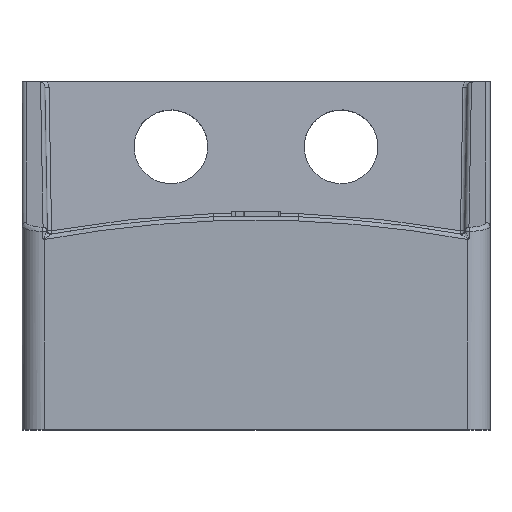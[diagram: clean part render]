
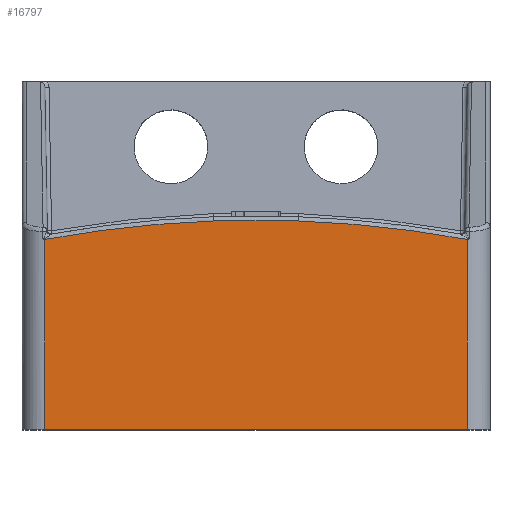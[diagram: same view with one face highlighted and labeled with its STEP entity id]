
A CAD part, top view. The second image highlights one B-rep face of the part: STEP entity #16797.
In plain terms, the highlighted planar face has unit normal (0, 0, 1).
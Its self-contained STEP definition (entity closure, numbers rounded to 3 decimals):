
#1366 = VERTEX_POINT ( 'NONE', #40950 ) ;
#1721 = DIRECTION ( 'NONE',  ( -1., 0., 0. ) ) ;
#2833 = CARTESIAN_POINT ( 'NONE',  ( -16.5, 0., 0. ) ) ;
#3021 = CIRCLE ( 'NONE', #8470, 82.331 ) ;
#5125 = CARTESIAN_POINT ( 'NONE',  ( -14.9, 0., 0. ) ) ;
#5653 = EDGE_CURVE ( 'NONE', #43477, #29872, #35761, .T. ) ;
#6269 = VERTEX_POINT ( 'NONE', #51350 ) ;
#7646 = CARTESIAN_POINT ( 'NONE',  ( -14.9, 13.7, 0. ) ) ;
#8348 = EDGE_LOOP ( 'NONE', ( #8807, #24101, #31499, #45235, #14908, #35589 ) ) ;
#8470 = AXIS2_PLACEMENT_3D ( 'NONE', #51143, #18220, #1721 ) ;
#8807 = ORIENTED_EDGE ( 'NONE', *, *, #31328, .T. ) ;
#10673 = CARTESIAN_POINT ( 'NONE',  ( -2.995, 14.7, 0. ) ) ;
#11120 = DIRECTION ( 'NONE',  ( -1., 0., 0. ) ) ;
#11797 = DIRECTION ( 'NONE',  ( 0., -1., 0. ) ) ;
#11900 = CARTESIAN_POINT ( 'NONE',  ( -3., 14.7, 0. ) ) ;
#13685 = VECTOR ( 'NONE', #25360, 1000. ) ;
#14394 = LINE ( 'NONE', #49818, #22540 ) ;
#14908 = ORIENTED_EDGE ( 'NONE', *, *, #32511, .T. ) ;
#16797 = ADVANCED_FACE ( 'NONE', ( #38041 ), #53753, .F. ) ;
#17864 = DIRECTION ( 'NONE',  ( 0., 0., -1. ) ) ;
#18220 = DIRECTION ( 'NONE',  ( 0., 0., 1. ) ) ;
#19827 = EDGE_CURVE ( 'NONE', #32485, #33223, #3021, .T. ) ;
#20783 = CARTESIAN_POINT ( 'NONE',  ( 0., -67.577, 0. ) ) ;
#21849 = AXIS2_PLACEMENT_3D ( 'NONE', #48125, #17864, #28074 ) ;
#22540 = VECTOR ( 'NONE', #45661, 1000. ) ;
#23574 = LINE ( 'NONE', #11900, #35815 ) ;
#24101 = ORIENTED_EDGE ( 'NONE', *, *, #36124, .T. ) ;
#24793 = CARTESIAN_POINT ( 'NONE',  ( 14.9, 0., 0. ) ) ;
#24962 = DIRECTION ( 'NONE',  ( -1., 0., 0. ) ) ;
#25360 = DIRECTION ( 'NONE',  ( 1., 0., 0. ) ) ;
#25804 = CARTESIAN_POINT ( 'NONE',  ( -14.9, 13.395, 0. ) ) ;
#26411 = EDGE_CURVE ( 'NONE', #6269, #32485, #23574, .T. ) ;
#28074 = DIRECTION ( 'NONE',  ( -1., 0., 0. ) ) ;
#28237 = VECTOR ( 'NONE', #11797, 1000. ) ;
#29457 = CIRCLE ( 'NONE', #42347, 82.331 ) ;
#29872 = VERTEX_POINT ( 'NONE', #24793 ) ;
#31328 = EDGE_CURVE ( 'NONE', #29872, #1366, #14394, .T. ) ;
#31499 = ORIENTED_EDGE ( 'NONE', *, *, #26411, .T. ) ;
#32152 = LINE ( 'NONE', #7646, #28237 ) ;
#32485 = VERTEX_POINT ( 'NONE', #10673 ) ;
#32511 = EDGE_CURVE ( 'NONE', #33223, #43477, #32152, .T. ) ;
#33223 = VERTEX_POINT ( 'NONE', #25804 ) ;
#35589 = ORIENTED_EDGE ( 'NONE', *, *, #5653, .T. ) ;
#35761 = LINE ( 'NONE', #2833, #13685 ) ;
#35815 = VECTOR ( 'NONE', #11120, 1000. ) ;
#36124 = EDGE_CURVE ( 'NONE', #1366, #6269, #29457, .T. ) ;
#38041 = FACE_OUTER_BOUND ( 'NONE', #8348, .T. ) ;
#40950 = CARTESIAN_POINT ( 'NONE',  ( 14.9, 13.395, 0. ) ) ;
#42347 = AXIS2_PLACEMENT_3D ( 'NONE', #20783, #49745, #24962 ) ;
#43477 = VERTEX_POINT ( 'NONE', #5125 ) ;
#45235 = ORIENTED_EDGE ( 'NONE', *, *, #19827, .T. ) ;
#45661 = DIRECTION ( 'NONE',  ( 0., 1., 0. ) ) ;
#48125 = CARTESIAN_POINT ( 'NONE',  ( 0., 0., 0. ) ) ;
#49745 = DIRECTION ( 'NONE',  ( 0., 0., 1. ) ) ;
#49818 = CARTESIAN_POINT ( 'NONE',  ( 14.9, 13.7, 0. ) ) ;
#51143 = CARTESIAN_POINT ( 'NONE',  ( 0., -67.577, 0. ) ) ;
#51350 = CARTESIAN_POINT ( 'NONE',  ( 2.995, 14.7, 0. ) ) ;
#53753 = PLANE ( 'NONE',  #21849 ) ;
